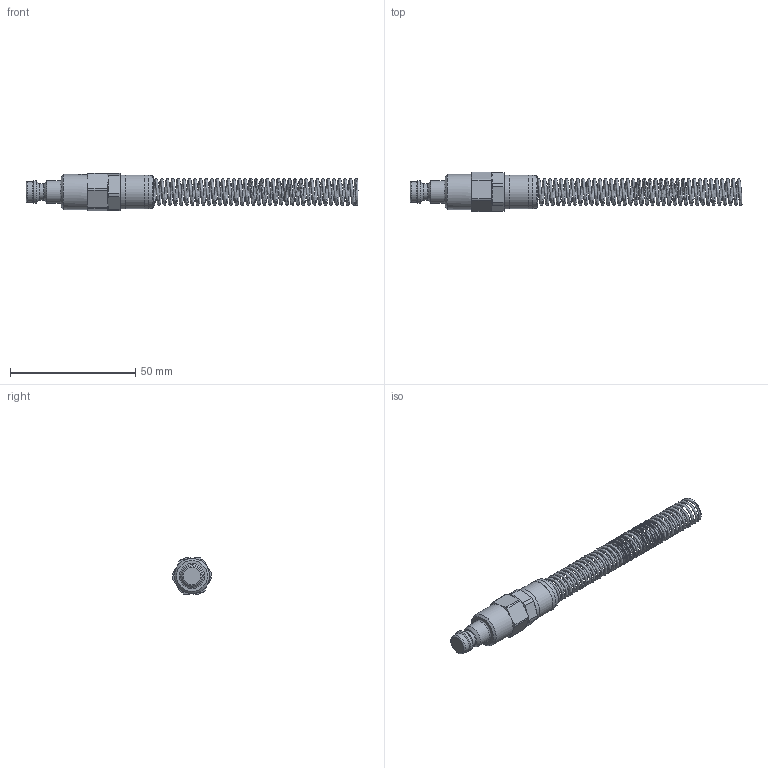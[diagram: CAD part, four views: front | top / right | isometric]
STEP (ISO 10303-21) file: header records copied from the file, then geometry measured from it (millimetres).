
FILE_DESCRIPTION((''),'2;1');
FILE_NAME('21slkk08mpx.stp','2014-06-25T10:58:06',('IA176480'),(''),'Autodesk Inventor 2013','Autodesk Inventor 2013','');
FILE_SCHEMA(('AUTOMOTIVE_DESIGN { 1 0 10303 214 1 1 1 1 }'));
Length unit declared in the file: millimetre
Products named in the file (1): D110838
Bounding box: 132.64 x 15.73 x 14.88 mm (x, y, z)
Volume: 6385.3 mm3; surface area: 7384.1 mm2
Topology: 2 solids, 4 shells, 108 faces, 225 edges, 133 vertices
Faces by surface type: cone 38, cylinder 31, plane 28, torus 10, bspline 1
Full cylindrical faces by diameter (mm): 6.05 x1, 6.65 x1, 6.7 x1, 8.1 x1, 8.25 x1, 9 x2, 10.6 x1, 10.946 x1, 11 x1, 11.98 x1, 12 x4, 13.4 x1, 13.5 x2, 14 x1
Entity records: 14629 total; most frequent: CARTESIAN_POINT 12438, DIRECTION 450, ORIENTED_EDGE 356, AXIS2_PLACEMENT_3D 213, EDGE_CURVE 178, EDGE_LOOP 163, VERTEX_POINT 129, STYLED_ITEM 109
